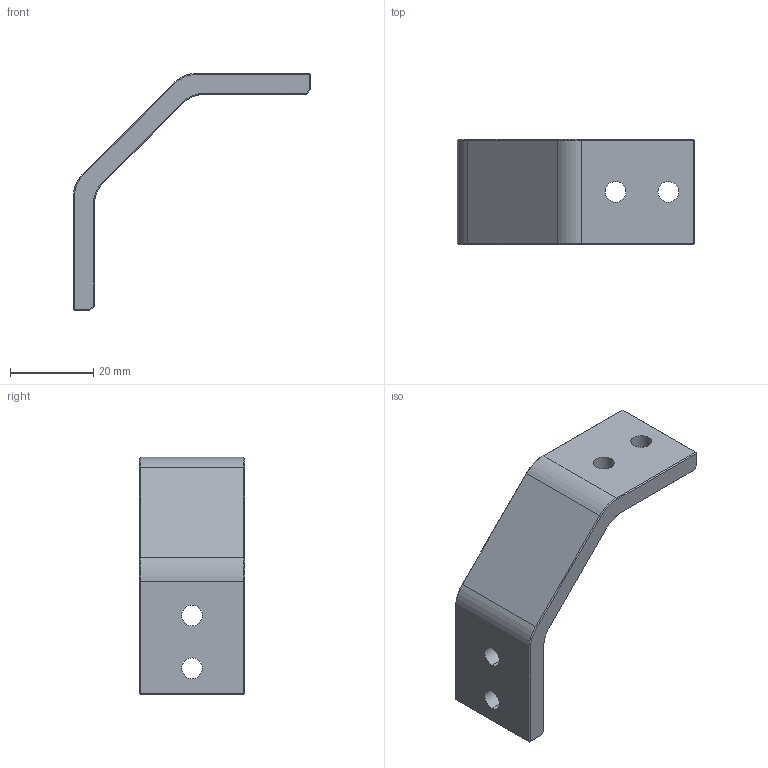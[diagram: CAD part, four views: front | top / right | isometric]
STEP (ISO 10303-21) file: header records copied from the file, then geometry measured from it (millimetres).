
FILE_DESCRIPTION (( 'STEP AP203' ), '1' );
FILE_NAME ('REV-21-3291_RevC_UNLINKED.STEP', '2025-11-14T18:45:47', ( '' ), ( '' ), 'SwSTEP 2.0', 'SolidWorks 2022', '' );
FILE_SCHEMA (( 'CONFIG_CONTROL_DESIGN' ));
Length unit declared in the file: millimetre
Products named in the file (1): REV-21-3291_RevC_UNLINKED
Bounding box: 57.15 x 25.4 x 57.15 mm (x, y, z)
Volume: 11586.1 mm3; surface area: 6035.2 mm2
Topology: 1 solids, 1 shells, 691 faces, 1860 edges, 1228 vertices
Faces by surface type: plane 539, bspline 132, cylinder 12, cone 8
Entity records: 28241 total; most frequent: CARTESIAN_POINT 11694, ORIENTED_EDGE 3720, DIRECTION 2748, EDGE_CURVE 1860, LINE 1564, VECTOR 1564, VERTEX_POINT 1228, EDGE_LOOP 756
